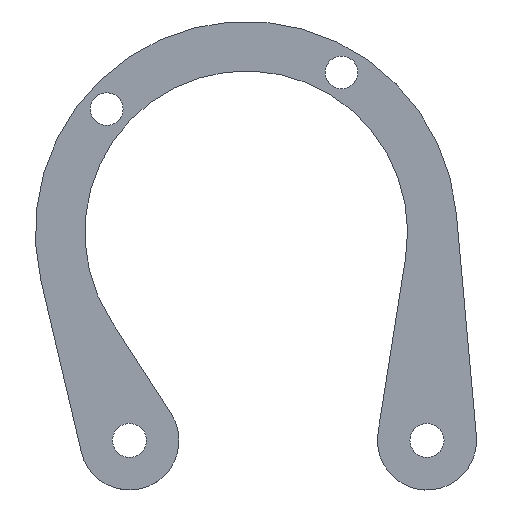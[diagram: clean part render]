
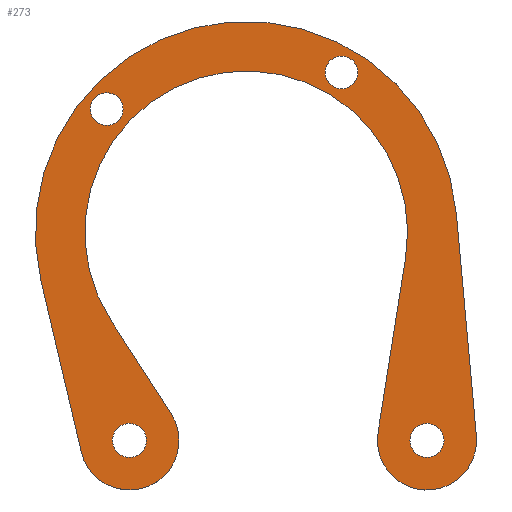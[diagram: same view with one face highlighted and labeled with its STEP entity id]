
A CAD part, top view. The second image highlights one B-rep face of the part: STEP entity #273.
In plain terms, the highlighted planar face has unit normal (0, 0, 1).
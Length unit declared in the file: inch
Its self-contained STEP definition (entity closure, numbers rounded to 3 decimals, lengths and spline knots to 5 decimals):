
#15=FACE_BOUND('',#56,.T.);
#16=FACE_BOUND('',#57,.T.);
#17=FACE_BOUND('',#58,.T.);
#18=FACE_BOUND('',#59,.T.);
#27=PLANE('',#325);
#41=FACE_OUTER_BOUND('',#55,.T.);
#55=EDGE_LOOP('',(#229,#230,#231,#232,#233,#234,#235,#236));
#56=EDGE_LOOP('',(#237));
#57=EDGE_LOOP('',(#238));
#58=EDGE_LOOP('',(#239));
#59=EDGE_LOOP('',(#240));
#71=LINE('',#441,#91);
#75=LINE('',#453,#95);
#79=LINE('',#465,#99);
#83=LINE('',#477,#103);
#91=VECTOR('',#361,0.3937);
#95=VECTOR('',#373,0.3937);
#99=VECTOR('',#385,0.3937);
#103=VECTOR('',#397,0.3937);
#105=CIRCLE('',#298,0.086);
#107=CIRCLE('',#301,0.086);
#109=CIRCLE('',#304,0.0825);
#111=CIRCLE('',#307,0.0825);
#114=CIRCLE('',#312,0.81372);
#116=CIRCLE('',#316,0.25);
#118=CIRCLE('',#320,1.06372);
#120=CIRCLE('',#324,0.25);
#121=VERTEX_POINT('',#411);
#123=VERTEX_POINT('',#417);
#125=VERTEX_POINT('',#423);
#127=VERTEX_POINT('',#429);
#131=VERTEX_POINT('',#438);
#132=VERTEX_POINT('',#440);
#134=VERTEX_POINT('',#446);
#136=VERTEX_POINT('',#452);
#138=VERTEX_POINT('',#458);
#140=VERTEX_POINT('',#464);
#142=VERTEX_POINT('',#470);
#144=VERTEX_POINT('',#476);
#145=EDGE_CURVE('',#121,#121,#105,.T.);
#148=EDGE_CURVE('',#123,#123,#107,.T.);
#151=EDGE_CURVE('',#125,#125,#109,.T.);
#154=EDGE_CURVE('',#127,#127,#111,.T.);
#159=EDGE_CURVE('',#132,#131,#71,.T.);
#162=EDGE_CURVE('',#134,#132,#114,.T.);
#165=EDGE_CURVE('',#136,#134,#75,.T.);
#168=EDGE_CURVE('',#138,#136,#116,.T.);
#171=EDGE_CURVE('',#140,#138,#79,.T.);
#174=EDGE_CURVE('',#142,#140,#118,.T.);
#177=EDGE_CURVE('',#144,#142,#83,.T.);
#180=EDGE_CURVE('',#131,#144,#120,.T.);
#229=ORIENTED_EDGE('',*,*,#180,.T.);
#230=ORIENTED_EDGE('',*,*,#177,.T.);
#231=ORIENTED_EDGE('',*,*,#174,.T.);
#232=ORIENTED_EDGE('',*,*,#171,.T.);
#233=ORIENTED_EDGE('',*,*,#168,.T.);
#234=ORIENTED_EDGE('',*,*,#165,.T.);
#235=ORIENTED_EDGE('',*,*,#162,.T.);
#236=ORIENTED_EDGE('',*,*,#159,.T.);
#237=ORIENTED_EDGE('',*,*,#154,.T.);
#238=ORIENTED_EDGE('',*,*,#151,.T.);
#239=ORIENTED_EDGE('',*,*,#148,.T.);
#240=ORIENTED_EDGE('',*,*,#145,.T.);
#273=ADVANCED_FACE('',(#41,#15,#16,#17,#18),#27,.T.);
#298=AXIS2_PLACEMENT_3D('',#412,#331,#332);
#301=AXIS2_PLACEMENT_3D('',#418,#338,#339);
#304=AXIS2_PLACEMENT_3D('',#424,#345,#346);
#307=AXIS2_PLACEMENT_3D('',#430,#352,#353);
#312=AXIS2_PLACEMENT_3D('',#447,#367,#368);
#316=AXIS2_PLACEMENT_3D('',#459,#379,#380);
#320=AXIS2_PLACEMENT_3D('',#471,#391,#392);
#324=AXIS2_PLACEMENT_3D('',#481,#403,#404);
#325=AXIS2_PLACEMENT_3D('',#482,#405,#406);
#331=DIRECTION('center_axis',(0.,0.,-1.));
#332=DIRECTION('ref_axis',(-1.,0.,0.));
#338=DIRECTION('center_axis',(0.,0.,-1.));
#339=DIRECTION('ref_axis',(-1.,0.,0.));
#345=DIRECTION('center_axis',(0.,0.,-1.));
#346=DIRECTION('ref_axis',(-1.,0.,0.));
#352=DIRECTION('center_axis',(0.,0.,-1.));
#353=DIRECTION('ref_axis',(-1.,0.,0.));
#361=DIRECTION('',(-0.156,-0.988,0.));
#367=DIRECTION('center_axis',(0.,0.,-1.));
#368=DIRECTION('ref_axis',(-0.988,0.156,0.));
#373=DIRECTION('',(-0.543,0.84,0.));
#379=DIRECTION('center_axis',(0.,0.,1.));
#380=DIRECTION('ref_axis',(-0.973,-0.229,0.));
#385=DIRECTION('',(0.229,-0.973,0.));
#391=DIRECTION('center_axis',(0.,0.,1.));
#392=DIRECTION('ref_axis',(0.996,0.09,0.));
#397=DIRECTION('',(-0.09,0.996,0.));
#403=DIRECTION('center_axis',(0.,0.,1.));
#404=DIRECTION('ref_axis',(-0.985,0.17,0.));
#405=DIRECTION('center_axis',(0.,0.,1.));
#406=DIRECTION('ref_axis',(1.,0.,0.));
#411=CARTESIAN_POINT('',(-0.5027,-1.049,0.0625));
#412=CARTESIAN_POINT('Origin',(-0.5887,-1.049,0.0625));
#417=CARTESIAN_POINT('',(0.9973,-1.049,0.0625));
#418=CARTESIAN_POINT('Origin',(0.9113,-1.049,0.0625));
#423=CARTESIAN_POINT('',(-0.62103,0.62149,0.0625));
#424=CARTESIAN_POINT('Origin',(-0.70353,0.62149,0.0625));
#429=CARTESIAN_POINT('',(0.56286,0.80651,0.0625));
#430=CARTESIAN_POINT('Origin',(0.48036,0.80651,0.0625));
#438=CARTESIAN_POINT('',(0.66493,-1.00656,0.0625));
#440=CARTESIAN_POINT('',(0.80377,-0.12686,0.0625));
#441=CARTESIAN_POINT('',(0.80377,-0.12686,0.0625));
#446=CARTESIAN_POINT('',(-0.6835,-0.44156,0.0625));
#447=CARTESIAN_POINT('Origin',(0.,0.,0.0625));
#452=CARTESIAN_POINT('',(-0.37871,-0.91334,0.0625));
#453=CARTESIAN_POINT('',(-0.37871,-0.91334,0.0625));
#458=CARTESIAN_POINT('',(-0.83203,-1.10637,0.0625));
#459=CARTESIAN_POINT('Origin',(-0.5887,-1.049,0.0625));
#464=CARTESIAN_POINT('',(-1.03533,-0.24411,0.0625));
#465=CARTESIAN_POINT('',(-1.03533,-0.24411,0.0625));
#470=CARTESIAN_POINT('',(1.05945,0.09523,0.0625));
#471=CARTESIAN_POINT('Origin',(0.,0.,0.0625));
#476=CARTESIAN_POINT('',(1.16029,-1.02662,0.0625));
#477=CARTESIAN_POINT('',(1.16029,-1.02662,0.0625));
#481=CARTESIAN_POINT('Origin',(0.9113,-1.049,0.0625));
#482=CARTESIAN_POINT('Origin',(0.04879,-0.11764,0.0625));
